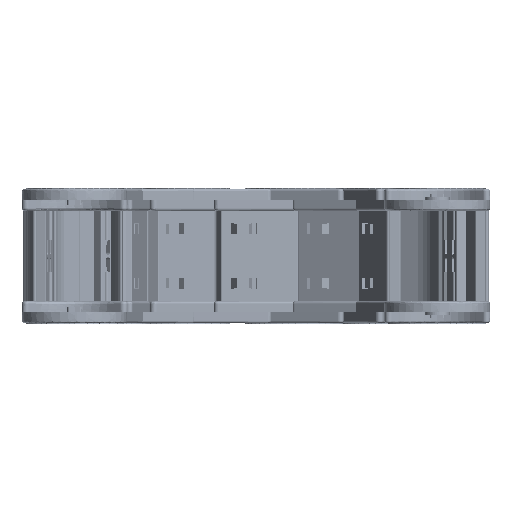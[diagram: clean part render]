
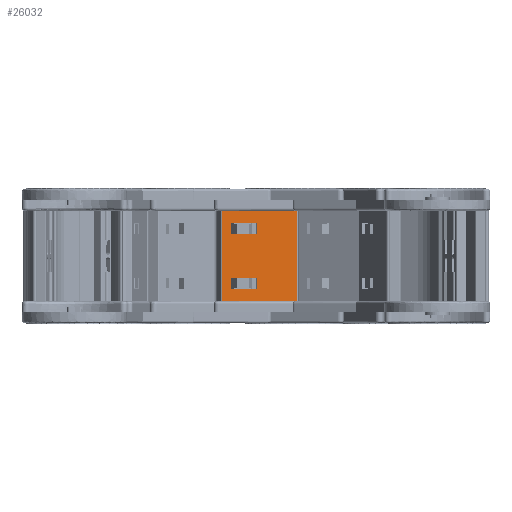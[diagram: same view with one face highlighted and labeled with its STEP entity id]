
A CAD part, left-side view. The second image highlights one B-rep face of the part: STEP entity #26032.
In plain terms, the highlighted face is planar.
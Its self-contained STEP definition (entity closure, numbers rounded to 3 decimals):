
#492 = LINE ( 'NONE', #22422, #17783 ) ;
#842 = VERTEX_POINT ( 'NONE', #23001 ) ;
#1205 = ORIENTED_EDGE ( 'NONE', *, *, #12647, .T. ) ;
#1344 = LINE ( 'NONE', #12614, #13018 ) ;
#1546 = LINE ( 'NONE', #9977, #9565 ) ;
#2362 = ORIENTED_EDGE ( 'NONE', *, *, #18730, .F. ) ;
#2760 = VERTEX_POINT ( 'NONE', #25668 ) ;
#2780 = EDGE_CURVE ( 'NONE', #21700, #2760, #31944, .T. ) ;
#2978 = CARTESIAN_POINT ( 'NONE',  ( -39.28, 200.254, -133.122 ) ) ;
#4379 = EDGE_CURVE ( 'NONE', #6458, #20092, #30712, .T. ) ;
#4960 = LINE ( 'NONE', #5288, #13801 ) ;
#5288 = CARTESIAN_POINT ( 'NONE',  ( -61.76, 200.254, 5.247 ) ) ;
#5395 = VERTEX_POINT ( 'NONE', #16968 ) ;
#5751 = CARTESIAN_POINT ( 'NONE',  ( -39.28, 200.254, 48.497 ) ) ;
#5812 = ORIENTED_EDGE ( 'NONE', *, *, #30258, .F. ) ;
#6458 = VERTEX_POINT ( 'NONE', #14587 ) ;
#6509 = LINE ( 'NONE', #27958, #23768 ) ;
#6931 = ORIENTED_EDGE ( 'NONE', *, *, #32147, .T. ) ;
#7064 = DIRECTION ( 'NONE',  ( 0., -1., 0. ) ) ;
#7311 = VECTOR ( 'NONE', #31226, 1000. ) ;
#7395 = CARTESIAN_POINT ( 'NONE',  ( -75.76, 200.254, 41.747 ) ) ;
#7885 = CARTESIAN_POINT ( 'NONE',  ( -75.76, 200.254, 11.547 ) ) ;
#7921 = CARTESIAN_POINT ( 'NONE',  ( -75.76, 200.254, 5.247 ) ) ;
#8004 = DIRECTION ( 'NONE',  ( 0., 0., 1. ) ) ;
#8636 = LINE ( 'NONE', #29200, #28267 ) ;
#9565 = VECTOR ( 'NONE', #12116, 1000. ) ;
#9645 = DIRECTION ( 'NONE',  ( 1., 0., 0. ) ) ;
#9923 = DIRECTION ( 'NONE',  ( 0., 0., -1. ) ) ;
#9977 = CARTESIAN_POINT ( 'NONE',  ( -80.98, 200.254, -133.122 ) ) ;
#10440 = EDGE_LOOP ( 'NONE', ( #19920, #11510, #2362, #27647 ) ) ;
#11184 = DIRECTION ( 'NONE',  ( 0., 0., -1. ) ) ;
#11510 = ORIENTED_EDGE ( 'NONE', *, *, #16532, .F. ) ;
#11774 = CARTESIAN_POINT ( 'NONE',  ( -75.76, 200.254, 35.447 ) ) ;
#11969 = ORIENTED_EDGE ( 'NONE', *, *, #18371, .F. ) ;
#12116 = DIRECTION ( 'NONE',  ( 0., 0., 1. ) ) ;
#12614 = CARTESIAN_POINT ( 'NONE',  ( -61.76, 200.254, 35.447 ) ) ;
#12647 = EDGE_CURVE ( 'NONE', #25912, #30943, #1546, .T. ) ;
#12869 = VECTOR ( 'NONE', #18717, 1000. ) ;
#13018 = VECTOR ( 'NONE', #9923, 1000. ) ;
#13143 = DIRECTION ( 'NONE',  ( -1., 0., 0. ) ) ;
#13395 = VERTEX_POINT ( 'NONE', #5751 ) ;
#13801 = VECTOR ( 'NONE', #13143, 1000. ) ;
#14477 = LINE ( 'NONE', #21502, #12869 ) ;
#14587 = CARTESIAN_POINT ( 'NONE',  ( -75.76, 200.254, 11.547 ) ) ;
#14627 = FACE_BOUND ( 'NONE', #24230, .T. ) ;
#15294 = PLANE ( 'NONE',  #25282 ) ;
#16532 = EDGE_CURVE ( 'NONE', #22081, #6458, #21894, .T. ) ;
#16623 = EDGE_CURVE ( 'NONE', #20092, #5395, #8636, .T. ) ;
#16968 = CARTESIAN_POINT ( 'NONE',  ( -61.76, 200.254, 5.247 ) ) ;
#17533 = DIRECTION ( 'NONE',  ( 0., 0., 1. ) ) ;
#17783 = VECTOR ( 'NONE', #9645, 1000. ) ;
#17878 = CARTESIAN_POINT ( 'NONE',  ( -39.28, 200.254, -133.122 ) ) ;
#18224 = EDGE_CURVE ( 'NONE', #23155, #23541, #1344, .T. ) ;
#18240 = DIRECTION ( 'NONE',  ( 1., 0., 0. ) ) ;
#18371 = EDGE_CURVE ( 'NONE', #842, #13395, #33043, .T. ) ;
#18717 = DIRECTION ( 'NONE',  ( 1., 0., 0. ) ) ;
#18730 = EDGE_CURVE ( 'NONE', #5395, #22081, #4960, .T. ) ;
#19920 = ORIENTED_EDGE ( 'NONE', *, *, #4379, .F. ) ;
#20092 = VERTEX_POINT ( 'NONE', #20685 ) ;
#20106 = EDGE_LOOP ( 'NONE', ( #11969, #27709, #1205, #6931 ) ) ;
#20651 = FACE_OUTER_BOUND ( 'NONE', #20106, .T. ) ;
#20685 = CARTESIAN_POINT ( 'NONE',  ( -61.76, 200.254, 11.547 ) ) ;
#21502 = CARTESIAN_POINT ( 'NONE',  ( -39.28, 200.254, 48.497 ) ) ;
#21700 = VERTEX_POINT ( 'NONE', #11774 ) ;
#21894 = LINE ( 'NONE', #7921, #23878 ) ;
#22081 = VERTEX_POINT ( 'NONE', #28235 ) ;
#22409 = ORIENTED_EDGE ( 'NONE', *, *, #18224, .F. ) ;
#22422 = CARTESIAN_POINT ( 'NONE',  ( -39.28, 200.254, -1.503 ) ) ;
#22979 = CARTESIAN_POINT ( 'NONE',  ( -80.98, 200.254, 48.497 ) ) ;
#23001 = CARTESIAN_POINT ( 'NONE',  ( -39.28, 200.254, -1.503 ) ) ;
#23155 = VERTEX_POINT ( 'NONE', #32325 ) ;
#23541 = VERTEX_POINT ( 'NONE', #32106 ) ;
#23768 = VECTOR ( 'NONE', #25155, 1000. ) ;
#23841 = CARTESIAN_POINT ( 'NONE',  ( -75.76, 200.254, 35.447 ) ) ;
#23878 = VECTOR ( 'NONE', #25861, 1000. ) ;
#24230 = EDGE_LOOP ( 'NONE', ( #26862, #25980, #22409, #5812 ) ) ;
#24646 = FACE_BOUND ( 'NONE', #10440, .T. ) ;
#24897 = CARTESIAN_POINT ( 'NONE',  ( -80.98, 200.254, -1.503 ) ) ;
#24969 = LINE ( 'NONE', #23841, #7311 ) ;
#25009 = VECTOR ( 'NONE', #8004, 1000. ) ;
#25155 = DIRECTION ( 'NONE',  ( 1., 0., 0. ) ) ;
#25282 = AXIS2_PLACEMENT_3D ( 'NONE', #17878, #7064, #17533 ) ;
#25668 = CARTESIAN_POINT ( 'NONE',  ( -75.76, 200.254, 41.747 ) ) ;
#25861 = DIRECTION ( 'NONE',  ( 0., 0., 1. ) ) ;
#25912 = VERTEX_POINT ( 'NONE', #24897 ) ;
#25980 = ORIENTED_EDGE ( 'NONE', *, *, #32609, .F. ) ;
#26032 = ADVANCED_FACE ( 'NONE', ( #14627, #20651, #24646 ), #15294, .F. ) ;
#26862 = ORIENTED_EDGE ( 'NONE', *, *, #2780, .F. ) ;
#27647 = ORIENTED_EDGE ( 'NONE', *, *, #16623, .F. ) ;
#27709 = ORIENTED_EDGE ( 'NONE', *, *, #29621, .F. ) ;
#27897 = VECTOR ( 'NONE', #18240, 1000. ) ;
#27958 = CARTESIAN_POINT ( 'NONE',  ( -61.76, 200.254, 41.747 ) ) ;
#28235 = CARTESIAN_POINT ( 'NONE',  ( -75.76, 200.254, 5.247 ) ) ;
#28267 = VECTOR ( 'NONE', #11184, 1000. ) ;
#29200 = CARTESIAN_POINT ( 'NONE',  ( -61.76, 200.254, 11.547 ) ) ;
#29621 = EDGE_CURVE ( 'NONE', #25912, #842, #492, .T. ) ;
#30258 = EDGE_CURVE ( 'NONE', #2760, #23155, #6509, .T. ) ;
#30712 = LINE ( 'NONE', #7885, #27897 ) ;
#30719 = DIRECTION ( 'NONE',  ( 0., 0., 1. ) ) ;
#30943 = VERTEX_POINT ( 'NONE', #22979 ) ;
#31226 = DIRECTION ( 'NONE',  ( -1., 0., 0. ) ) ;
#31944 = LINE ( 'NONE', #7395, #32340 ) ;
#32106 = CARTESIAN_POINT ( 'NONE',  ( -61.76, 200.254, 35.447 ) ) ;
#32147 = EDGE_CURVE ( 'NONE', #30943, #13395, #14477, .T. ) ;
#32325 = CARTESIAN_POINT ( 'NONE',  ( -61.76, 200.254, 41.747 ) ) ;
#32340 = VECTOR ( 'NONE', #30719, 1000. ) ;
#32609 = EDGE_CURVE ( 'NONE', #23541, #21700, #24969, .T. ) ;
#33043 = LINE ( 'NONE', #2978, #25009 ) ;
